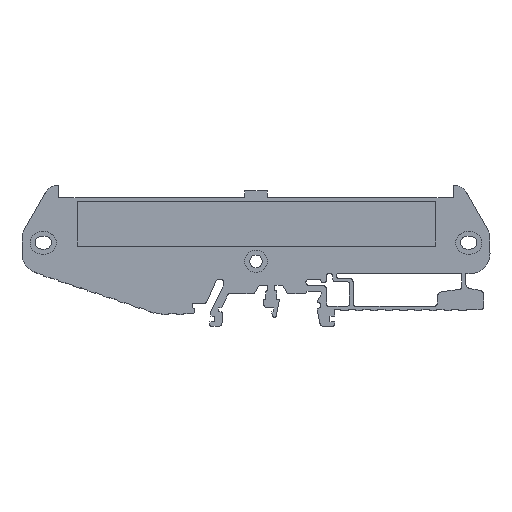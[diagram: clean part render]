
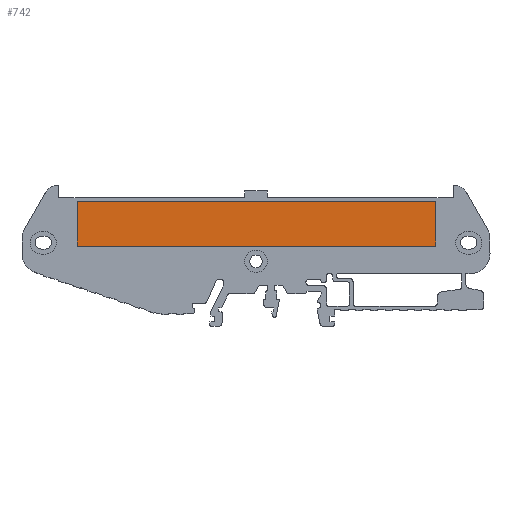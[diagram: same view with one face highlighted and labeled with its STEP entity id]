
A CAD part, top view. The second image highlights one B-rep face of the part: STEP entity #742.
In plain terms, the highlighted planar face has unit normal (0, 0, 1).
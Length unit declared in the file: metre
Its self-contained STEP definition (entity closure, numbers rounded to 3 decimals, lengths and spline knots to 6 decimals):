
#742=ADVANCED_FACE('',(#1873),#1874,.T.);
#1873=FACE_OUTER_BOUND('',#3402,.T.);
#1874=PLANE('',#3403);
#3402=EDGE_LOOP('',(#5531,#5532,#5533,#5534));
#3403=AXIS2_PLACEMENT_3D('',#5535,#5536,#5537);
#5531=ORIENTED_EDGE('',*,*,#10150,.T.);
#5532=ORIENTED_EDGE('',*,*,#10151,.T.);
#5533=ORIENTED_EDGE('',*,*,#9841,.T.);
#5534=ORIENTED_EDGE('',*,*,#10152,.T.);
#5535=CARTESIAN_POINT('',(0.913274,0.44868,-0.0001));
#5536=DIRECTION('',(0.0,0.,1.0));
#5537=DIRECTION('',(1.0,0.0,0.0));
#9841=EDGE_CURVE('',#12033,#12034,#12035,.T.);
#10150=EDGE_CURVE('',#12555,#12556,#12557,.T.);
#10151=EDGE_CURVE('',#12556,#12033,#12558,.T.);
#10152=EDGE_CURVE('',#12034,#12555,#12559,.T.);
#12033=VERTEX_POINT('',#15182);
#12034=VERTEX_POINT('',#15183);
#12035=LINE('',#15184,#15185);
#12555=VERTEX_POINT('',#15905);
#12556=VERTEX_POINT('',#15906);
#12557=LINE('',#15907,#15908);
#12558=LINE('',#15909,#15910);
#12559=LINE('',#15911,#15912);
#15182=CARTESIAN_POINT('',(0.812535,0.447431,-0.0001));
#15183=CARTESIAN_POINT('',(0.812535,0.435431,-0.0001));
#15184=CARTESIAN_POINT('',(0.812535,0.44868,-0.0001));
#15185=VECTOR('',#18979,1.0);
#15905=CARTESIAN_POINT('',(0.908535,0.435431,-0.0001));
#15906=CARTESIAN_POINT('',(0.908535,0.447431,-0.0001));
#15907=CARTESIAN_POINT('',(0.908535,0.44868,-0.0001));
#15908=VECTOR('',#19311,1.0);
#15909=CARTESIAN_POINT('',(0.913274,0.447431,-0.0001));
#15910=VECTOR('',#19312,1.0);
#15911=CARTESIAN_POINT('',(0.913274,0.435431,-0.0001));
#15912=VECTOR('',#19313,1.0);
#18979=DIRECTION('',(0.0,-1.0,0.));
#19311=DIRECTION('',(0.,1.0,0.));
#19312=DIRECTION('',(-1.0,0.0,0.0));
#19313=DIRECTION('',(1.0,0.,0.));
